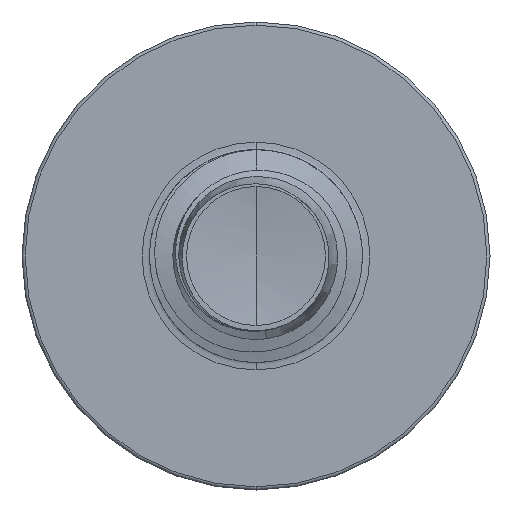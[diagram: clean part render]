
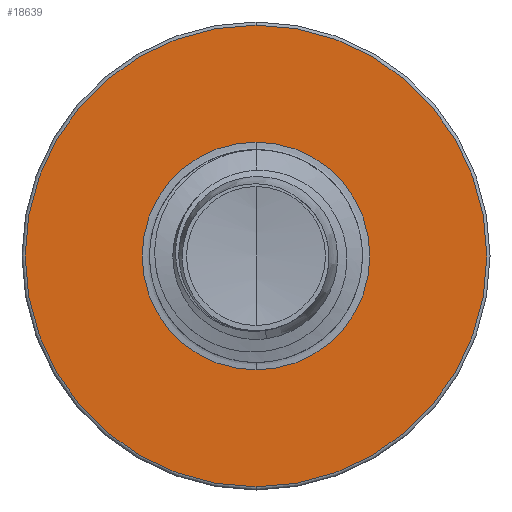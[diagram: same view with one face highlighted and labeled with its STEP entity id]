
A CAD part, front view. The second image highlights one B-rep face of the part: STEP entity #18639.
In plain terms, the highlighted planar face has unit normal (0, -1, 0).
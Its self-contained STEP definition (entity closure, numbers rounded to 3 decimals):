
#1338 = EDGE_CURVE ( 'NONE', #10625, #8199, #16264, .T. ) ;
#1513 = ORIENTED_EDGE ( 'NONE', *, *, #6455, .T. ) ;
#2044 = CIRCLE ( 'NONE', #6629, 2.677 ) ;
#2840 = EDGE_CURVE ( 'NONE', #13758, #17677, #2044, .T. ) ;
#3499 = AXIS2_PLACEMENT_3D ( 'NONE', #4178, #4174, #4152 ) ;
#4152 = DIRECTION ( 'NONE',  ( 0., 0., 1. ) ) ;
#4174 = DIRECTION ( 'NONE',  ( 0., 1., 0. ) ) ;
#4178 = CARTESIAN_POINT ( 'NONE',  ( 0., 8., 0. ) ) ;
#4951 = CIRCLE ( 'NONE', #11878, 5.425 ) ;
#5101 = DIRECTION ( 'NONE',  ( 0., 1., 0. ) ) ;
#6455 = EDGE_CURVE ( 'NONE', #17677, #13758, #12489, .T. ) ;
#6485 = EDGE_CURVE ( 'NONE', #8199, #10625, #4951, .T. ) ;
#6629 = AXIS2_PLACEMENT_3D ( 'NONE', #14630, #14609, #14530 ) ;
#7183 = CARTESIAN_POINT ( 'NONE',  ( 0., 8., 2.677 ) ) ;
#7634 = ORIENTED_EDGE ( 'NONE', *, *, #6485, .F. ) ;
#8199 = VERTEX_POINT ( 'NONE', #13491 ) ;
#8515 = AXIS2_PLACEMENT_3D ( 'NONE', #14362, #14340, #14325 ) ;
#9590 = EDGE_LOOP ( 'NONE', ( #1513, #10639 ) ) ;
#10051 = FACE_OUTER_BOUND ( 'NONE', #13844, .T. ) ;
#10625 = VERTEX_POINT ( 'NONE', #14495 ) ;
#10639 = ORIENTED_EDGE ( 'NONE', *, *, #2840, .T. ) ;
#11662 = ORIENTED_EDGE ( 'NONE', *, *, #1338, .F. ) ;
#11773 = CARTESIAN_POINT ( 'NONE',  ( 0., 8., -2.677 ) ) ;
#11878 = AXIS2_PLACEMENT_3D ( 'NONE', #14275, #14271, #14259 ) ;
#12489 = CIRCLE ( 'NONE', #8515, 2.677 ) ;
#13491 = CARTESIAN_POINT ( 'NONE',  ( 0., 8., -5.425 ) ) ;
#13758 = VERTEX_POINT ( 'NONE', #11773 ) ;
#13844 = EDGE_LOOP ( 'NONE', ( #11662, #7634 ) ) ;
#14259 = DIRECTION ( 'NONE',  ( 0., 0., 1. ) ) ;
#14271 = DIRECTION ( 'NONE',  ( 0., 1., 0. ) ) ;
#14275 = CARTESIAN_POINT ( 'NONE',  ( 0., 8., 0. ) ) ;
#14325 = DIRECTION ( 'NONE',  ( 0., 0., 1. ) ) ;
#14340 = DIRECTION ( 'NONE',  ( 0., 1., 0. ) ) ;
#14362 = CARTESIAN_POINT ( 'NONE',  ( 0., 8., 0. ) ) ;
#14495 = CARTESIAN_POINT ( 'NONE',  ( 0., 8., 5.425 ) ) ;
#14530 = DIRECTION ( 'NONE',  ( 0., 0., 1. ) ) ;
#14609 = DIRECTION ( 'NONE',  ( 0., 1., 0. ) ) ;
#14630 = CARTESIAN_POINT ( 'NONE',  ( 0., 8., 0. ) ) ;
#16204 = CARTESIAN_POINT ( 'NONE',  ( 0., 8., -2.677 ) ) ;
#16264 = CIRCLE ( 'NONE', #3499, 5.425 ) ;
#16273 = DIRECTION ( 'NONE',  ( 0., 0., 1. ) ) ;
#17677 = VERTEX_POINT ( 'NONE', #7183 ) ;
#18639 = ADVANCED_FACE ( 'NONE', ( #10051, #19299 ), #19090, .F. ) ;
#19090 = PLANE ( 'NONE',  #19217 ) ;
#19217 = AXIS2_PLACEMENT_3D ( 'NONE', #16204, #5101, #16273 ) ;
#19299 = FACE_BOUND ( 'NONE', #9590, .T. ) ;
